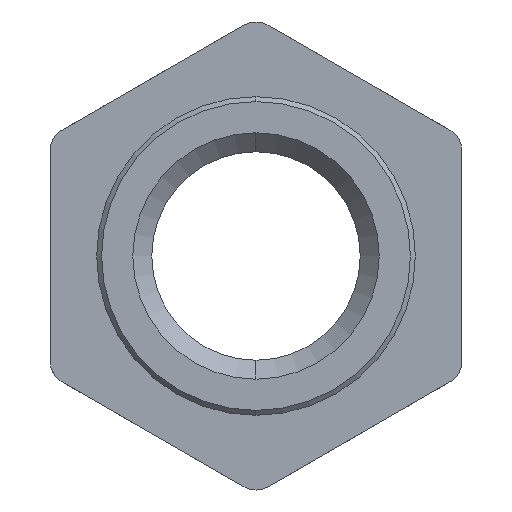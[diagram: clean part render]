
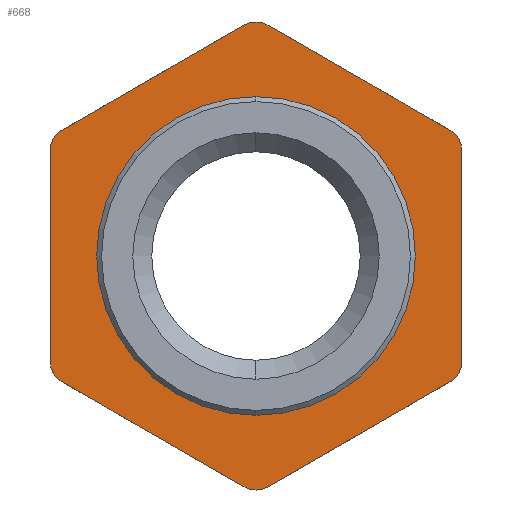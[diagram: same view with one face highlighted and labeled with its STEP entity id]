
A CAD part, front view. The second image highlights one B-rep face of the part: STEP entity #668.
In plain terms, the highlighted planar face has unit normal (0, -1, 0).
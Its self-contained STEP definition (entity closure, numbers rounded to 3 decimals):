
#1 = VECTOR ( 'NONE', #279, 1000. ) ;
#10 = AXIS2_PLACEMENT_3D ( 'NONE', #161, #957, #596 ) ;
#43 = DIRECTION ( 'NONE',  ( 0., 0., -1. ) ) ;
#45 = EDGE_CURVE ( 'NONE', #828, #910, #819, .T. ) ;
#51 = EDGE_CURVE ( 'NONE', #994, #828, #648, .T. ) ;
#60 = DIRECTION ( 'NONE',  ( 0., 0., -1. ) ) ;
#104 = AXIS2_PLACEMENT_3D ( 'NONE', #483, #1121, #757 ) ;
#106 = DIRECTION ( 'NONE',  ( 0., 0., -1. ) ) ;
#109 = EDGE_CURVE ( 'NONE', #583, #128, #1024, .T. ) ;
#125 = CARTESIAN_POINT ( 'NONE',  ( 0.5, 45., -9.411 ) ) ;
#128 = VERTEX_POINT ( 'NONE', #872 ) ;
#144 = DIRECTION ( 'NONE',  ( 0., -1., 0. ) ) ;
#148 = PLANE ( 'NONE',  #788 ) ;
#151 = CARTESIAN_POINT ( 'NONE',  ( -7.4, 45., -4.272 ) ) ;
#161 = CARTESIAN_POINT ( 'NONE',  ( 0., 45., -8.545 ) ) ;
#175 = VECTOR ( 'NONE', #248, 1000. ) ;
#188 = VERTEX_POINT ( 'NONE', #189 ) ;
#189 = CARTESIAN_POINT ( 'NONE',  ( -7.9, 45., -5.138 ) ) ;
#192 = VECTOR ( 'NONE', #411, 1000. ) ;
#198 = DIRECTION ( 'NONE',  ( 0., -1., 0. ) ) ;
#214 = EDGE_CURVE ( 'NONE', #128, #576, #424, .T. ) ;
#222 = EDGE_CURVE ( 'NONE', #1001, #244, #933, .T. ) ;
#235 = CARTESIAN_POINT ( 'NONE',  ( 3.3, 45., 11.605 ) ) ;
#244 = VERTEX_POINT ( 'NONE', #384 ) ;
#248 = DIRECTION ( 'NONE',  ( 0.866, 0., -0.5 ) ) ;
#257 = DIRECTION ( 'NONE',  ( -0.866, 0., 0.5 ) ) ;
#261 = CARTESIAN_POINT ( 'NONE',  ( 7.4, 45., 4.272 ) ) ;
#279 = DIRECTION ( 'NONE',  ( 0.866, 0., 0.5 ) ) ;
#295 = ORIENTED_EDGE ( 'NONE', *, *, #870, .T. ) ;
#300 = AXIS2_PLACEMENT_3D ( 'NONE', #1071, #198, #106 ) ;
#301 = ORIENTED_EDGE ( 'NONE', *, *, #883, .T. ) ;
#315 = CARTESIAN_POINT ( 'NONE',  ( 10., 45., 0. ) ) ;
#318 = ORIENTED_EDGE ( 'NONE', *, *, #585, .T. ) ;
#327 = DIRECTION ( 'NONE',  ( 0., 0., -1. ) ) ;
#334 = CARTESIAN_POINT ( 'NONE',  ( 8.4, 45., -4.272 ) ) ;
#360 = AXIS2_PLACEMENT_3D ( 'NONE', #1059, #1050, #615 ) ;
#375 = EDGE_CURVE ( 'NONE', #188, #742, #970, .T. ) ;
#384 = CARTESIAN_POINT ( 'NONE',  ( 0., 45., 6.5 ) ) ;
#391 = CARTESIAN_POINT ( 'NONE',  ( 0.5, 45., 9.411 ) ) ;
#394 = CARTESIAN_POINT ( 'NONE',  ( -7.9, 45., 5.138 ) ) ;
#395 = DIRECTION ( 'NONE',  ( 0., 0., -1. ) ) ;
#400 = ORIENTED_EDGE ( 'NONE', *, *, #214, .T. ) ;
#404 = AXIS2_PLACEMENT_3D ( 'NONE', #261, #792, #888 ) ;
#411 = DIRECTION ( 'NONE',  ( -0.866, 0., -0.5 ) ) ;
#414 = CARTESIAN_POINT ( 'NONE',  ( 7.4, 45., -4.272 ) ) ;
#419 = AXIS2_PLACEMENT_3D ( 'NONE', #414, #778, #327 ) ;
#424 = LINE ( 'NONE', #799, #800 ) ;
#438 = ORIENTED_EDGE ( 'NONE', *, *, #375, .T. ) ;
#442 = AXIS2_PLACEMENT_3D ( 'NONE', #1086, #845, #395 ) ;
#483 = CARTESIAN_POINT ( 'NONE',  ( 0., 45., 8.545 ) ) ;
#499 = CIRCLE ( 'NONE', #10, 1. ) ;
#511 = CARTESIAN_POINT ( 'NONE',  ( -8.4, 45., -4.272 ) ) ;
#515 = LINE ( 'NONE', #972, #654 ) ;
#528 = CARTESIAN_POINT ( 'NONE',  ( 3.3, 45., -11.605 ) ) ;
#529 = LINE ( 'NONE', #706, #906 ) ;
#559 = ORIENTED_EDGE ( 'NONE', *, *, #51, .T. ) ;
#564 = ORIENTED_EDGE ( 'NONE', *, *, #646, .T. ) ;
#572 = ORIENTED_EDGE ( 'NONE', *, *, #45, .T. ) ;
#576 = VERTEX_POINT ( 'NONE', #511 ) ;
#578 = DIRECTION ( 'NONE',  ( 0., 0., -1. ) ) ;
#583 = VERTEX_POINT ( 'NONE', #394 ) ;
#585 = EDGE_CURVE ( 'NONE', #861, #1082, #629, .T. ) ;
#595 = CARTESIAN_POINT ( 'NONE',  ( 8.4, 45., 4.272 ) ) ;
#596 = DIRECTION ( 'NONE',  ( 0., 0., -1. ) ) ;
#612 = ORIENTED_EDGE ( 'NONE', *, *, #776, .F. ) ;
#615 = DIRECTION ( 'NONE',  ( 0., 0., -1. ) ) ;
#620 = VERTEX_POINT ( 'NONE', #670 ) ;
#629 = CIRCLE ( 'NONE', #947, 1. ) ;
#646 = EDGE_CURVE ( 'NONE', #1089, #861, #908, .T. ) ;
#648 = LINE ( 'NONE', #992, #1 ) ;
#653 = ORIENTED_EDGE ( 'NONE', *, *, #959, .T. ) ;
#654 = VECTOR ( 'NONE', #699, 1000. ) ;
#668 = ADVANCED_FACE ( 'NONE', ( #765, #1110 ), #148, .T. ) ;
#670 = CARTESIAN_POINT ( 'NONE',  ( 7.9, 45., 5.138 ) ) ;
#699 = DIRECTION ( 'NONE',  ( 0., 0., 1. ) ) ;
#706 = CARTESIAN_POINT ( 'NONE',  ( 11.7, 45., 2.944 ) ) ;
#742 = VERTEX_POINT ( 'NONE', #779 ) ;
#743 = EDGE_CURVE ( 'NONE', #1041, #620, #768, .T. ) ;
#755 = ORIENTED_EDGE ( 'NONE', *, *, #743, .T. ) ;
#757 = DIRECTION ( 'NONE',  ( 0., 0., -1. ) ) ;
#765 = FACE_BOUND ( 'NONE', #832, .T. ) ;
#768 = CIRCLE ( 'NONE', #404, 1. ) ;
#776 = EDGE_CURVE ( 'NONE', #244, #1001, #858, .T. ) ;
#778 = DIRECTION ( 'NONE',  ( 0., -1., 0. ) ) ;
#779 = CARTESIAN_POINT ( 'NONE',  ( -0.5, 45., -9.411 ) ) ;
#788 = AXIS2_PLACEMENT_3D ( 'NONE', #315, #855, #578 ) ;
#792 = DIRECTION ( 'NONE',  ( 0., -1., 0. ) ) ;
#799 = CARTESIAN_POINT ( 'NONE',  ( -8.4, 45., 0. ) ) ;
#800 = VECTOR ( 'NONE', #43, 1000. ) ;
#819 = CIRCLE ( 'NONE', #419, 1. ) ;
#828 = VERTEX_POINT ( 'NONE', #1043 ) ;
#832 = EDGE_LOOP ( 'NONE', ( #1083, #612 ) ) ;
#839 = CARTESIAN_POINT ( 'NONE',  ( -0.5, 45., 9.411 ) ) ;
#844 = DIRECTION ( 'NONE',  ( 0., -1., 0. ) ) ;
#845 = DIRECTION ( 'NONE',  ( 0., -1., 0. ) ) ;
#855 = DIRECTION ( 'NONE',  ( 0., -1., 0. ) ) ;
#858 = CIRCLE ( 'NONE', #360, 6.5 ) ;
#859 = EDGE_CURVE ( 'NONE', #742, #994, #499, .T. ) ;
#861 = VERTEX_POINT ( 'NONE', #877 ) ;
#870 = EDGE_CURVE ( 'NONE', #620, #1089, #529, .T. ) ;
#872 = CARTESIAN_POINT ( 'NONE',  ( -8.4, 45., 4.272 ) ) ;
#873 = DIRECTION ( 'NONE',  ( 0., 0., -1. ) ) ;
#877 = CARTESIAN_POINT ( 'NONE',  ( 0., 45., 9.545 ) ) ;
#883 = EDGE_CURVE ( 'NONE', #910, #1041, #515, .T. ) ;
#888 = DIRECTION ( 'NONE',  ( 0., 0., -1. ) ) ;
#896 = ORIENTED_EDGE ( 'NONE', *, *, #859, .T. ) ;
#906 = VECTOR ( 'NONE', #257, 1000. ) ;
#908 = CIRCLE ( 'NONE', #104, 1. ) ;
#910 = VERTEX_POINT ( 'NONE', #334 ) ;
#922 = ORIENTED_EDGE ( 'NONE', *, *, #1030, .T. ) ;
#933 = CIRCLE ( 'NONE', #442, 6.5 ) ;
#940 = AXIS2_PLACEMENT_3D ( 'NONE', #151, #144, #60 ) ;
#947 = AXIS2_PLACEMENT_3D ( 'NONE', #1035, #844, #873 ) ;
#957 = DIRECTION ( 'NONE',  ( 0., -1., 0. ) ) ;
#959 = EDGE_CURVE ( 'NONE', #576, #188, #998, .T. ) ;
#970 = LINE ( 'NONE', #528, #175 ) ;
#972 = CARTESIAN_POINT ( 'NONE',  ( 8.4, 45., 0. ) ) ;
#992 = CARTESIAN_POINT ( 'NONE',  ( 11.7, 45., -2.944 ) ) ;
#994 = VERTEX_POINT ( 'NONE', #125 ) ;
#997 = ORIENTED_EDGE ( 'NONE', *, *, #109, .T. ) ;
#998 = CIRCLE ( 'NONE', #940, 1. ) ;
#1001 = VERTEX_POINT ( 'NONE', #1023 ) ;
#1023 = CARTESIAN_POINT ( 'NONE',  ( 0., 45., -6.5 ) ) ;
#1024 = CIRCLE ( 'NONE', #300, 1. ) ;
#1030 = EDGE_CURVE ( 'NONE', #1082, #583, #1104, .T. ) ;
#1035 = CARTESIAN_POINT ( 'NONE',  ( 0., 45., 8.545 ) ) ;
#1041 = VERTEX_POINT ( 'NONE', #595 ) ;
#1043 = CARTESIAN_POINT ( 'NONE',  ( 7.9, 45., -5.138 ) ) ;
#1050 = DIRECTION ( 'NONE',  ( 0., -1., 0. ) ) ;
#1059 = CARTESIAN_POINT ( 'NONE',  ( 0., 45., 0. ) ) ;
#1071 = CARTESIAN_POINT ( 'NONE',  ( -7.4, 45., 4.272 ) ) ;
#1082 = VERTEX_POINT ( 'NONE', #839 ) ;
#1083 = ORIENTED_EDGE ( 'NONE', *, *, #222, .F. ) ;
#1086 = CARTESIAN_POINT ( 'NONE',  ( 0., 45., 0. ) ) ;
#1089 = VERTEX_POINT ( 'NONE', #391 ) ;
#1104 = LINE ( 'NONE', #235, #192 ) ;
#1110 = FACE_OUTER_BOUND ( 'NONE', #1119, .T. ) ;
#1119 = EDGE_LOOP ( 'NONE', ( #559, #572, #301, #755, #295, #564, #318, #922, #997, #400, #653, #438, #896 ) ) ;
#1121 = DIRECTION ( 'NONE',  ( 0., -1., 0. ) ) ;
